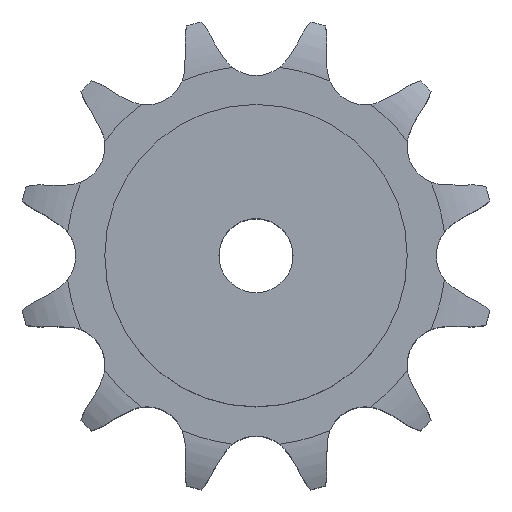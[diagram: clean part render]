
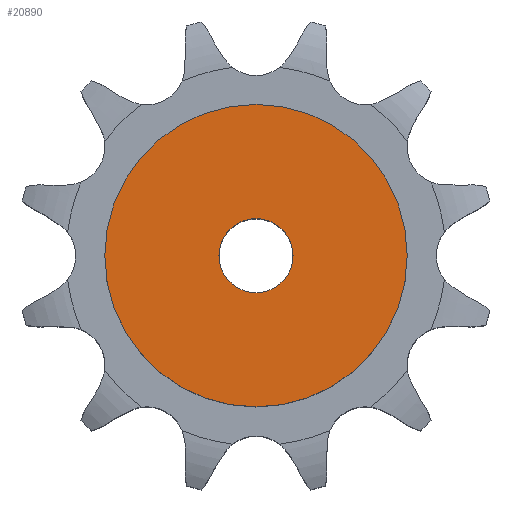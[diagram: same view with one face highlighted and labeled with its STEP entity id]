
A CAD part, top view. The second image highlights one B-rep face of the part: STEP entity #20890.
In plain terms, the highlighted planar face has unit normal (0, 0, 1).
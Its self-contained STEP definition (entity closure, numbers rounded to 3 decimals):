
#11277 = CYLINDRICAL_SURFACE('',#11278,12.5);
#11278 = AXIS2_PLACEMENT_3D('',#11279,#11280,#11281);
#11279 = CARTESIAN_POINT('',(0.,0.,279.366));
#11280 = DIRECTION('',(0.,0.,1.));
#11281 = DIRECTION('',(1.,0.,0.));
#14297 = EDGE_CURVE('',#14298,#14298,#14300,.T.);
#14298 = VERTEX_POINT('',#14299);
#14299 = CARTESIAN_POINT('',(12.5,0.,100.));
#14300 = SURFACE_CURVE('',#14301,(#14306,#14313),.PCURVE_S1.);
#14301 = CIRCLE('',#14302,12.5);
#14302 = AXIS2_PLACEMENT_3D('',#14303,#14304,#14305);
#14303 = CARTESIAN_POINT('',(0.,0.,100.));
#14304 = DIRECTION('',(0.,0.,1.));
#14305 = DIRECTION('',(1.,0.,0.));
#14306 = PCURVE('',#11277,#14307);
#14307 = DEFINITIONAL_REPRESENTATION('',(#14308),#14312);
#14308 = LINE('',#14309,#14310);
#14309 = CARTESIAN_POINT('',(0.,-179.366));
#14310 = VECTOR('',#14311,1.);
#14311 = DIRECTION('',(1.,0.));
#14312 = ( GEOMETRIC_REPRESENTATION_CONTEXT(2) 
PARAMETRIC_REPRESENTATION_CONTEXT() REPRESENTATION_CONTEXT('2D SPACE',''
  ) );
#14313 = PCURVE('',#14314,#14319);
#14314 = PLANE('',#14315);
#14315 = AXIS2_PLACEMENT_3D('',#14316,#14317,#14318);
#14316 = CARTESIAN_POINT('',(0.,0.,
    100.));
#14317 = DIRECTION('',(0.,0.,1.));
#14318 = DIRECTION('',(1.,0.,0.));
#14319 = DEFINITIONAL_REPRESENTATION('',(#14320),#14324);
#14320 = CIRCLE('',#14321,12.5);
#14321 = AXIS2_PLACEMENT_2D('',#14322,#14323);
#14322 = CARTESIAN_POINT('',(0.,0.));
#14323 = DIRECTION('',(1.,0.));
#14324 = ( GEOMETRIC_REPRESENTATION_CONTEXT(2) 
PARAMETRIC_REPRESENTATION_CONTEXT() REPRESENTATION_CONTEXT('2D SPACE',''
  ) );
#20890 = ADVANCED_FACE('',(#20891,#20922),#14314,.T.);
#20891 = FACE_BOUND('',#20892,.T.);
#20892 = EDGE_LOOP('',(#20893));
#20893 = ORIENTED_EDGE('',*,*,#20894,.T.);
#20894 = EDGE_CURVE('',#20895,#20895,#20897,.T.);
#20895 = VERTEX_POINT('',#20896);
#20896 = CARTESIAN_POINT('',(51.,0.,100.));
#20897 = SURFACE_CURVE('',#20898,(#20903,#20910),.PCURVE_S1.);
#20898 = CIRCLE('',#20899,51.);
#20899 = AXIS2_PLACEMENT_3D('',#20900,#20901,#20902);
#20900 = CARTESIAN_POINT('',(0.,0.,100.));
#20901 = DIRECTION('',(0.,0.,1.));
#20902 = DIRECTION('',(1.,0.,0.));
#20903 = PCURVE('',#14314,#20904);
#20904 = DEFINITIONAL_REPRESENTATION('',(#20905),#20909);
#20905 = CIRCLE('',#20906,51.);
#20906 = AXIS2_PLACEMENT_2D('',#20907,#20908);
#20907 = CARTESIAN_POINT('',(0.,0.));
#20908 = DIRECTION('',(1.,0.));
#20909 = ( GEOMETRIC_REPRESENTATION_CONTEXT(2) 
PARAMETRIC_REPRESENTATION_CONTEXT() REPRESENTATION_CONTEXT('2D SPACE',''
  ) );
#20910 = PCURVE('',#20911,#20916);
#20911 = CYLINDRICAL_SURFACE('',#20912,51.);
#20912 = AXIS2_PLACEMENT_3D('',#20913,#20914,#20915);
#20913 = CARTESIAN_POINT('',(0.,0.,0.));
#20914 = DIRECTION('',(-0.,-0.,-1.));
#20915 = DIRECTION('',(1.,0.,0.));
#20916 = DEFINITIONAL_REPRESENTATION('',(#20917),#20921);
#20917 = LINE('',#20918,#20919);
#20918 = CARTESIAN_POINT('',(-0.,-100.));
#20919 = VECTOR('',#20920,1.);
#20920 = DIRECTION('',(-1.,0.));
#20921 = ( GEOMETRIC_REPRESENTATION_CONTEXT(2) 
PARAMETRIC_REPRESENTATION_CONTEXT() REPRESENTATION_CONTEXT('2D SPACE',''
  ) );
#20922 = FACE_BOUND('',#20923,.T.);
#20923 = EDGE_LOOP('',(#20924));
#20924 = ORIENTED_EDGE('',*,*,#14297,.F.);
